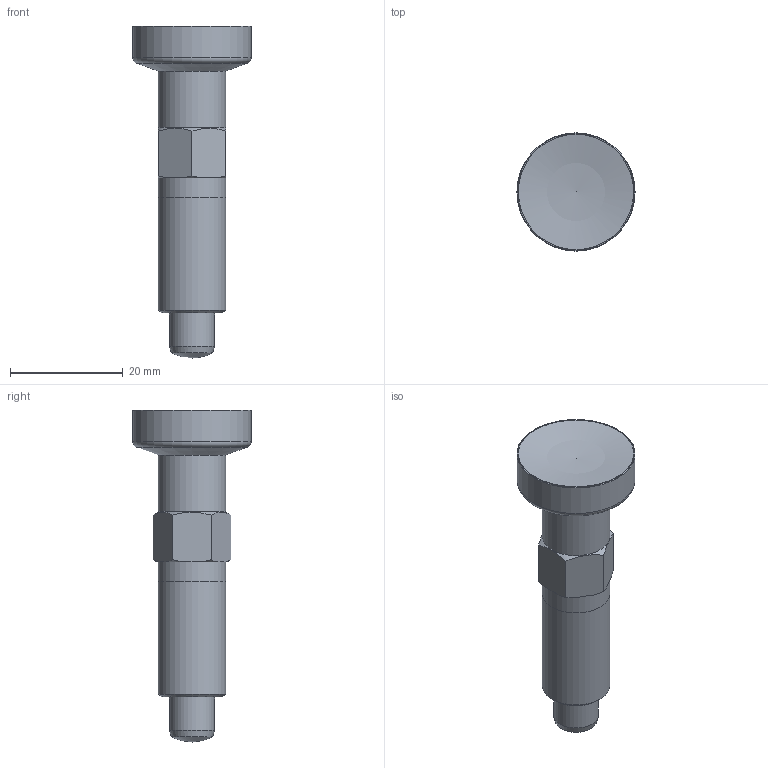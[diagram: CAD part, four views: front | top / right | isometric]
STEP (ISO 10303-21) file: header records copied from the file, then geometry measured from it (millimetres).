
FILE_DESCRIPTION( ( 'Unknown' ), '1' );
FILE_NAME( '7747785_PSDX_21.stp', 'Unknown', ( 'Unknown' ), ( 'Unknown' ), 'PSStep 14.0', 'Unknown', ' ' );
FILE_SCHEMA( ( 'AUTOMOTIVE_DESIGN { 1 0 10303 214 1 1 1 1 }' ) );
Length unit declared in the file: millimetre
Products named in the file (1): PSD21_stampato
Bounding box: 21 x 21 x 59 mm (x, y, z)
Volume: 7721.1 mm3; surface area: 2961.8 mm2
Topology: 1 solids, 1 shells, 34 faces, 80 edges, 49 vertices
Faces by surface type: plane 15, cone 10, cylinder 5, torus 2, sphere 2
Full cylindrical faces by diameter (mm): 8 x1, 12 x3, 21 x1
Entity records: 1198 total; most frequent: CARTESIAN_POINT 231, DIRECTION 140, ORIENTED_EDGE 124, EDGE_CURVE 62, AXIS2_PLACEMENT_3D 61, EDGE_LOOP 48, VERTEX_POINT 44, FACE_OUTER_BOUND 41
